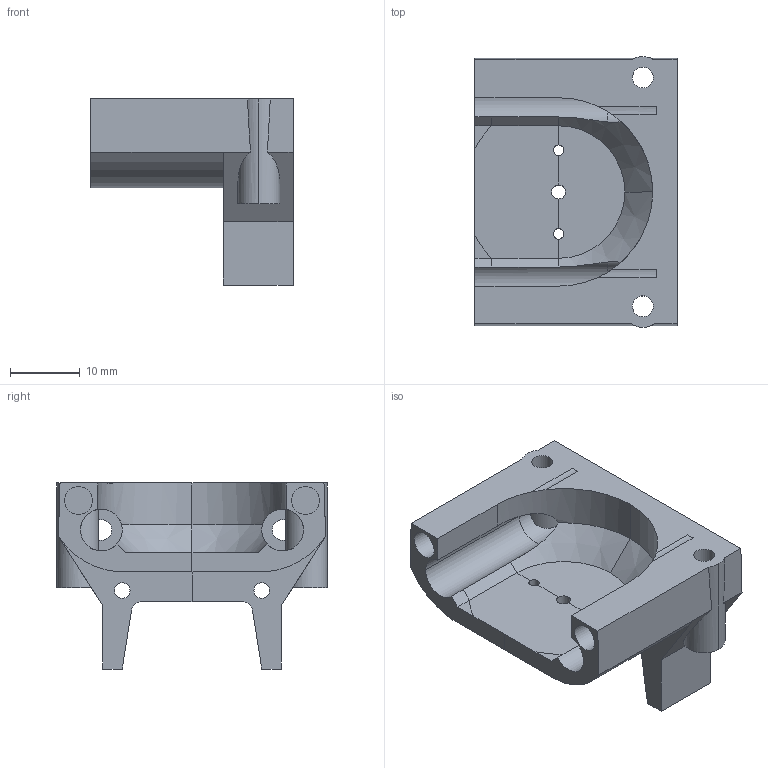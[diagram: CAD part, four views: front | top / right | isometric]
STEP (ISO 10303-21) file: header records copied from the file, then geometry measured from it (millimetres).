
FILE_DESCRIPTION(('FreeCAD Model'),'2;1');
FILE_NAME('Open CASCADE Shape Model','2022-11-21T18:40:45',(''),(''), 'Open CASCADE STEP processor 7.5','FreeCAD','Unknown');
FILE_SCHEMA(('AUTOMOTIVE_DESIGN { 1 0 10303 214 1 1 1 1 }'));
Length unit declared in the file: millimetre
Products named in the file (1): housing_lower
Bounding box: 29 x 38.79 x 26.66 mm (x, y, z)
Volume: 8354 mm3; surface area: 5923.8 mm2
Topology: 1 solids, 1 shells, 78 faces, 220 edges, 142 vertices
Faces by surface type: plane 41, cylinder 33, cone 2, bspline 2
Full cylindrical faces by diameter (mm): 1.5 x2, 2 x1, 2.25 x2, 3 x4, 4 x2, 4.5 x2, 6 x2
Entity records: 7228 total; most frequent: CARTESIAN_POINT 2933, DIRECTION 778, ORIENTED_EDGE 440, PCURVE 440, DEFINITIONAL_REPRESENTATION 440, LINE 428, VECTOR 428, EDGE_CURVE 220
